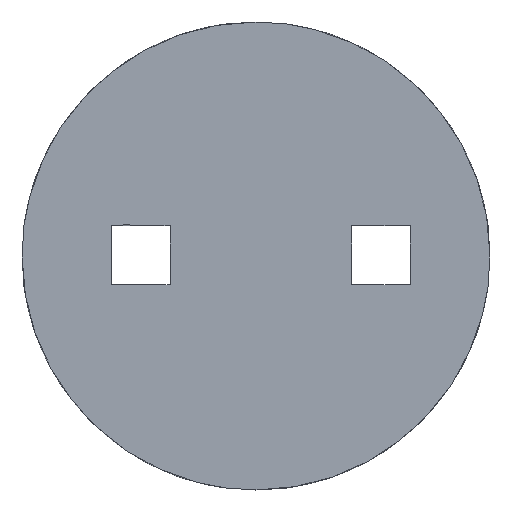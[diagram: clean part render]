
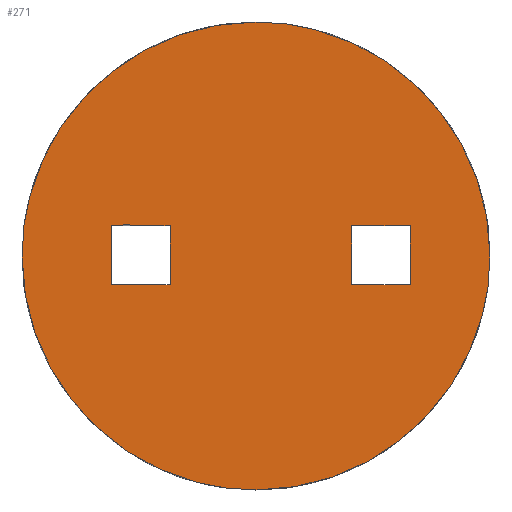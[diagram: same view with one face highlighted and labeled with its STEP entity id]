
A CAD part, top view. The second image highlights one B-rep face of the part: STEP entity #271.
In plain terms, the highlighted planar face has unit normal (0, 0, 1).
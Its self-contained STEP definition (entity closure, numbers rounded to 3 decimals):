
#15=FACE_BOUND('',#61,.T.);
#16=FACE_BOUND('',#62,.T.);
#19=(
BOUNDED_CURVE()
B_SPLINE_CURVE(3,(#410,#411,#412,#413),.UNSPECIFIED.,.F.,.F.)
B_SPLINE_CURVE_WITH_KNOTS((4,4),(0.,1.),.UNSPECIFIED.)
CURVE()
GEOMETRIC_REPRESENTATION_ITEM()
RATIONAL_B_SPLINE_CURVE((1.,1.,1.,1.))
REPRESENTATION_ITEM('')
);
#21=(
BOUNDED_CURVE()
B_SPLINE_CURVE(3,(#431,#432,#433,#434),.UNSPECIFIED.,.F.,.F.)
B_SPLINE_CURVE_WITH_KNOTS((4,4),(0.,1.),.UNSPECIFIED.)
CURVE()
GEOMETRIC_REPRESENTATION_ITEM()
RATIONAL_B_SPLINE_CURVE((1.,1.,1.,1.))
REPRESENTATION_ITEM('')
);
#23=(
BOUNDED_CURVE()
B_SPLINE_CURVE(3,(#450,#451,#452,#453),.UNSPECIFIED.,.F.,.F.)
B_SPLINE_CURVE_WITH_KNOTS((4,4),(0.,1.),.UNSPECIFIED.)
CURVE()
GEOMETRIC_REPRESENTATION_ITEM()
RATIONAL_B_SPLINE_CURVE((1.,1.,1.,1.))
REPRESENTATION_ITEM('')
);
#25=(
BOUNDED_CURVE()
B_SPLINE_CURVE(3,(#468,#469,#470,#471),.UNSPECIFIED.,.F.,.F.)
B_SPLINE_CURVE_WITH_KNOTS((4,4),(0.,1.),.UNSPECIFIED.)
CURVE()
GEOMETRIC_REPRESENTATION_ITEM()
RATIONAL_B_SPLINE_CURVE((1.,1.,1.,1.))
REPRESENTATION_ITEM('')
);
#31=B_SPLINE_CURVE_WITH_KNOTS('',2,(#383,#384,#385),.UNSPECIFIED.,.F.,.F.,
(3,3),(0.,1.),.UNSPECIFIED.);
#46=FACE_OUTER_BOUND('',#60,.T.);
#60=EDGE_LOOP('',(#226,#227,#228,#229));
#61=EDGE_LOOP('',(#230,#231,#232,#233));
#62=EDGE_LOOP('',(#234,#235,#236,#237));
#66=LINE('',#346,#92);
#70=LINE('',#354,#96);
#73=LINE('',#360,#99);
#76=LINE('',#365,#102);
#78=LINE('',#370,#104);
#83=LINE('',#393,#109);
#86=LINE('',#398,#112);
#92=VECTOR('',#300,10.);
#96=VECTOR('',#306,10.);
#99=VECTOR('',#311,10.);
#102=VECTOR('',#316,10.);
#104=VECTOR('',#320,10.);
#109=VECTOR('',#327,10.);
#112=VECTOR('',#332,10.);
#118=VERTEX_POINT('',#344);
#119=VERTEX_POINT('',#345);
#122=VERTEX_POINT('',#353);
#124=VERTEX_POINT('',#359);
#126=VERTEX_POINT('',#368);
#127=VERTEX_POINT('',#369);
#130=VERTEX_POINT('',#382);
#132=VERTEX_POINT('',#392);
#134=VERTEX_POINT('',#408);
#135=VERTEX_POINT('',#409);
#138=VERTEX_POINT('',#430);
#140=VERTEX_POINT('',#449);
#142=EDGE_CURVE('',#118,#119,#66,.T.);
#146=EDGE_CURVE('',#119,#122,#70,.T.);
#149=EDGE_CURVE('',#122,#124,#73,.T.);
#152=EDGE_CURVE('',#124,#118,#76,.T.);
#154=EDGE_CURVE('',#126,#127,#78,.T.);
#158=EDGE_CURVE('',#127,#130,#31,.T.);
#161=EDGE_CURVE('',#130,#132,#83,.T.);
#164=EDGE_CURVE('',#132,#126,#86,.T.);
#166=EDGE_CURVE('',#134,#135,#19,.T.);
#170=EDGE_CURVE('',#135,#138,#21,.T.);
#173=EDGE_CURVE('',#138,#140,#23,.T.);
#176=EDGE_CURVE('',#140,#134,#25,.T.);
#226=ORIENTED_EDGE('',*,*,#176,.T.);
#227=ORIENTED_EDGE('',*,*,#166,.T.);
#228=ORIENTED_EDGE('',*,*,#170,.T.);
#229=ORIENTED_EDGE('',*,*,#173,.T.);
#230=ORIENTED_EDGE('',*,*,#164,.T.);
#231=ORIENTED_EDGE('',*,*,#154,.T.);
#232=ORIENTED_EDGE('',*,*,#158,.T.);
#233=ORIENTED_EDGE('',*,*,#161,.T.);
#234=ORIENTED_EDGE('',*,*,#152,.T.);
#235=ORIENTED_EDGE('',*,*,#142,.T.);
#236=ORIENTED_EDGE('',*,*,#146,.T.);
#237=ORIENTED_EDGE('',*,*,#149,.T.);
#257=PLANE('',#294);
#271=ADVANCED_FACE('',(#46,#15,#16),#257,.T.);
#294=AXIS2_PLACEMENT_3D('',#476,#338,#339);
#300=DIRECTION('',(0.,1.,0.));
#306=DIRECTION('',(1.,0.,0.));
#311=DIRECTION('',(0.,-1.,0.));
#316=DIRECTION('',(-1.,0.,0.));
#320=DIRECTION('',(0.,1.,0.));
#327=DIRECTION('',(0.,-1.,0.));
#332=DIRECTION('',(-1.,0.,0.));
#338=DIRECTION('center_axis',(0.,0.,1.));
#339=DIRECTION('ref_axis',(-1.,0.,0.));
#344=CARTESIAN_POINT('',(12.432,-66.068,0.));
#345=CARTESIAN_POINT('',(12.432,-64.558,0.));
#346=CARTESIAN_POINT('',(12.432,-66.068,0.));
#353=CARTESIAN_POINT('',(13.941,-64.558,0.));
#354=CARTESIAN_POINT('',(12.432,-64.558,0.));
#359=CARTESIAN_POINT('',(13.941,-66.068,0.));
#360=CARTESIAN_POINT('',(13.941,-64.558,0.));
#365=CARTESIAN_POINT('',(13.941,-66.068,0.));
#368=CARTESIAN_POINT('',(6.272,-66.068,0.));
#369=CARTESIAN_POINT('',(6.272,-64.558,0.));
#370=CARTESIAN_POINT('',(6.272,-66.068,0.));
#382=CARTESIAN_POINT('',(7.782,-64.558,0.));
#383=CARTESIAN_POINT('Ctrl Pts',(6.272,-64.558,0.));
#384=CARTESIAN_POINT('Ctrl Pts',(6.313,-64.518,0.));
#385=CARTESIAN_POINT('Ctrl Pts',(7.782,-64.558,0.));
#392=CARTESIAN_POINT('',(7.782,-66.068,0.));
#393=CARTESIAN_POINT('',(7.782,-64.558,0.));
#398=CARTESIAN_POINT('',(7.782,-66.068,0.));
#408=CARTESIAN_POINT('',(9.985,-71.33,0.));
#409=CARTESIAN_POINT('',(15.981,-65.333,0.));
#410=CARTESIAN_POINT('Ctrl Pts',(9.985,-71.33,0.));
#411=CARTESIAN_POINT('Ctrl Pts',(13.289,-71.33,0.));
#412=CARTESIAN_POINT('Ctrl Pts',(15.981,-68.638,0.));
#413=CARTESIAN_POINT('Ctrl Pts',(15.981,-65.333,0.));
#430=CARTESIAN_POINT('',(9.985,-59.337,0.));
#431=CARTESIAN_POINT('Ctrl Pts',(15.981,-65.333,0.));
#432=CARTESIAN_POINT('Ctrl Pts',(15.981,-62.029,0.));
#433=CARTESIAN_POINT('Ctrl Pts',(13.289,-59.337,0.));
#434=CARTESIAN_POINT('Ctrl Pts',(9.985,-59.337,0.));
#449=CARTESIAN_POINT('',(3.988,-65.333,0.));
#450=CARTESIAN_POINT('Ctrl Pts',(9.985,-59.337,0.));
#451=CARTESIAN_POINT('Ctrl Pts',(6.68,-59.337,0.));
#452=CARTESIAN_POINT('Ctrl Pts',(3.988,-62.029,0.));
#453=CARTESIAN_POINT('Ctrl Pts',(3.988,-65.333,0.));
#468=CARTESIAN_POINT('Ctrl Pts',(3.988,-65.333,0.));
#469=CARTESIAN_POINT('Ctrl Pts',(3.988,-68.638,0.));
#470=CARTESIAN_POINT('Ctrl Pts',(6.68,-71.33,0.));
#471=CARTESIAN_POINT('Ctrl Pts',(9.985,-71.33,0.));
#476=CARTESIAN_POINT('Origin',(9.985,-65.333,0.));
